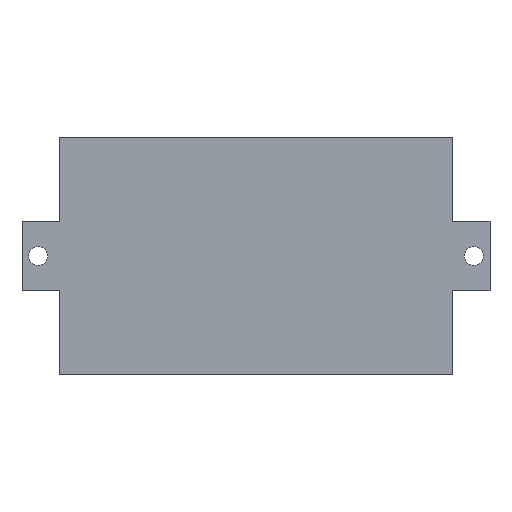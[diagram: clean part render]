
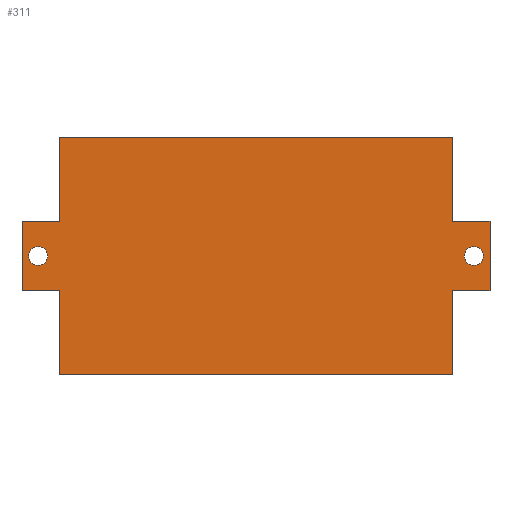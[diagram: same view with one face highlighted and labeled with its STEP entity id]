
A CAD part, top view. The second image highlights one B-rep face of the part: STEP entity #311.
In plain terms, the highlighted planar face has unit normal (0, 0, 1).
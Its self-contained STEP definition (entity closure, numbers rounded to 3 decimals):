
#19=FACE_BOUND('',#50,.T.);
#20=FACE_BOUND('',#51,.T.);
#23=CIRCLE('',#344,1.75);
#24=CIRCLE('',#345,1.75);
#31=FACE_OUTER_BOUND('',#49,.T.);
#49=EDGE_LOOP('',(#233,#234,#235,#236,#237,#238,#239,#240,#241,#242,#243,
#244));
#50=EDGE_LOOP('',(#245));
#51=EDGE_LOOP('',(#246));
#70=LINE('',#462,#108);
#73=LINE('',#467,#111);
#75=LINE('',#472,#113);
#78=LINE('',#477,#116);
#79=LINE('',#480,#117);
#80=LINE('',#482,#118);
#81=LINE('',#484,#119);
#82=LINE('',#486,#120);
#83=LINE('',#487,#121);
#84=LINE('',#489,#122);
#85=LINE('',#491,#123);
#86=LINE('',#492,#124);
#108=VECTOR('',#376,10.);
#111=VECTOR('',#381,10.);
#113=VECTOR('',#385,10.);
#116=VECTOR('',#390,10.);
#117=VECTOR('',#393,10.);
#118=VECTOR('',#394,10.);
#119=VECTOR('',#395,10.);
#120=VECTOR('',#396,10.);
#121=VECTOR('',#397,10.);
#122=VECTOR('',#398,10.);
#123=VECTOR('',#399,10.);
#124=VECTOR('',#400,10.);
#147=VERTEX_POINT('',#459);
#148=VERTEX_POINT('',#461);
#149=VERTEX_POINT('',#465);
#150=VERTEX_POINT('',#469);
#151=VERTEX_POINT('',#471);
#152=VERTEX_POINT('',#475);
#153=VERTEX_POINT('',#479);
#154=VERTEX_POINT('',#481);
#155=VERTEX_POINT('',#483);
#156=VERTEX_POINT('',#485);
#157=VERTEX_POINT('',#488);
#158=VERTEX_POINT('',#490);
#159=VERTEX_POINT('',#493);
#160=VERTEX_POINT('',#495);
#176=EDGE_CURVE('',#148,#147,#70,.F.);
#179=EDGE_CURVE('',#147,#149,#73,.F.);
#181=EDGE_CURVE('',#151,#150,#75,.F.);
#184=EDGE_CURVE('',#150,#152,#78,.F.);
#185=EDGE_CURVE('',#149,#153,#79,.F.);
#186=EDGE_CURVE('',#153,#154,#80,.F.);
#187=EDGE_CURVE('',#154,#155,#81,.F.);
#188=EDGE_CURVE('',#155,#156,#82,.F.);
#189=EDGE_CURVE('',#156,#151,#83,.F.);
#190=EDGE_CURVE('',#152,#157,#84,.F.);
#191=EDGE_CURVE('',#157,#158,#85,.F.);
#192=EDGE_CURVE('',#158,#148,#86,.F.);
#193=EDGE_CURVE('',#159,#159,#23,.T.);
#194=EDGE_CURVE('',#160,#160,#24,.T.);
#233=ORIENTED_EDGE('',*,*,#176,.T.);
#234=ORIENTED_EDGE('',*,*,#179,.T.);
#235=ORIENTED_EDGE('',*,*,#185,.T.);
#236=ORIENTED_EDGE('',*,*,#186,.T.);
#237=ORIENTED_EDGE('',*,*,#187,.T.);
#238=ORIENTED_EDGE('',*,*,#188,.T.);
#239=ORIENTED_EDGE('',*,*,#189,.T.);
#240=ORIENTED_EDGE('',*,*,#181,.T.);
#241=ORIENTED_EDGE('',*,*,#184,.T.);
#242=ORIENTED_EDGE('',*,*,#190,.T.);
#243=ORIENTED_EDGE('',*,*,#191,.T.);
#244=ORIENTED_EDGE('',*,*,#192,.T.);
#245=ORIENTED_EDGE('',*,*,#193,.T.);
#246=ORIENTED_EDGE('',*,*,#194,.T.);
#297=PLANE('',#343);
#311=ADVANCED_FACE('',(#31,#19,#20),#297,.T.);
#343=AXIS2_PLACEMENT_3D('',#478,#391,#392);
#344=AXIS2_PLACEMENT_3D('',#494,#401,#402);
#345=AXIS2_PLACEMENT_3D('',#496,#403,#404);
#376=DIRECTION('',(1.,0.,0.));
#381=DIRECTION('',(0.,1.,0.));
#385=DIRECTION('',(0.,-1.,0.));
#390=DIRECTION('',(1.,0.,0.));
#391=DIRECTION('center_axis',(0.,0.,1.));
#392=DIRECTION('ref_axis',(1.,0.,0.));
#393=DIRECTION('',(-1.,0.,0.));
#394=DIRECTION('',(0.,1.,0.));
#395=DIRECTION('',(-1.,0.,0.));
#396=DIRECTION('',(0.,-1.,0.));
#397=DIRECTION('',(-1.,0.,0.));
#398=DIRECTION('',(0.,-1.,0.));
#399=DIRECTION('',(1.,0.,0.));
#400=DIRECTION('',(0.,1.,0.));
#401=DIRECTION('center_axis',(0.,0.,-1.));
#402=DIRECTION('ref_axis',(-1.,0.,0.));
#403=DIRECTION('center_axis',(0.,0.,-1.));
#404=DIRECTION('ref_axis',(-1.,0.,0.));
#459=CARTESIAN_POINT('',(31.5,124.,4.75));
#461=CARTESIAN_POINT('',(38.5,124.,4.75));
#462=CARTESIAN_POINT('',(56.5,124.,4.75));
#465=CARTESIAN_POINT('',(31.5,111.,4.75));
#467=CARTESIAN_POINT('',(31.5,121.,4.75));
#469=CARTESIAN_POINT('',(118.5,124.,4.75));
#471=CARTESIAN_POINT('',(118.5,111.,4.75));
#472=CARTESIAN_POINT('',(118.5,114.,4.75));
#475=CARTESIAN_POINT('',(111.5,124.,4.75));
#477=CARTESIAN_POINT('',(97.,124.,4.75));
#478=CARTESIAN_POINT('Origin',(75.,117.5,4.75));
#479=CARTESIAN_POINT('',(38.5,111.,4.75));
#480=CARTESIAN_POINT('',(53.,111.,4.75));
#481=CARTESIAN_POINT('',(38.5,95.5,4.75));
#482=CARTESIAN_POINT('',(38.5,114.,4.75));
#483=CARTESIAN_POINT('',(111.5,95.5,4.75));
#484=CARTESIAN_POINT('',(56.5,95.5,4.75));
#485=CARTESIAN_POINT('',(111.5,111.,4.75));
#486=CARTESIAN_POINT('',(111.5,121.,4.75));
#487=CARTESIAN_POINT('',(93.5,111.,4.75));
#488=CARTESIAN_POINT('',(111.5,139.5,4.75));
#489=CARTESIAN_POINT('',(111.5,121.,4.75));
#490=CARTESIAN_POINT('',(38.5,139.5,4.75));
#491=CARTESIAN_POINT('',(93.5,139.5,4.75));
#492=CARTESIAN_POINT('',(38.5,114.,4.75));
#493=CARTESIAN_POINT('',(117.25,117.5,4.75));
#494=CARTESIAN_POINT('Origin',(115.5,117.5,4.75));
#495=CARTESIAN_POINT('',(36.25,117.5,4.75));
#496=CARTESIAN_POINT('Origin',(34.5,117.5,4.75));
